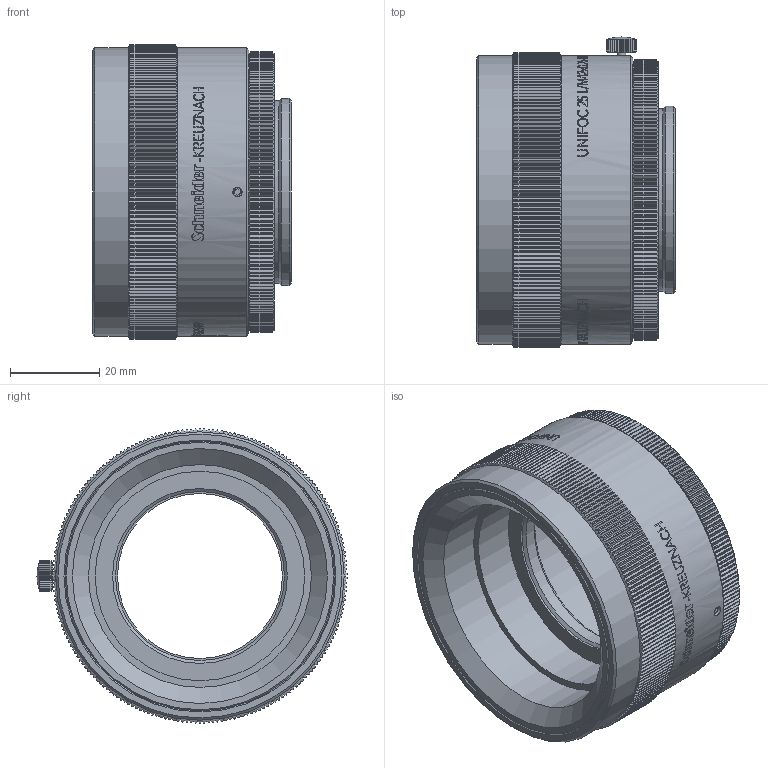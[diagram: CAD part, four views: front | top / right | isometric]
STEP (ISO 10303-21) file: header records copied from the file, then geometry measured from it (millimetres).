
FILE_DESCRIPTION(/* description */ (''),/* implementation_level */ '2;1');
FILE_NAME(/* name */ '39549_00166286_001.stp',/* time_stamp */ '2022-03-31T14:41:34+02:00',/* author */ (''),/* organization */ (''),/* preprocessor_version */ 'ST-DEVELOPER v16',/* originating_system */ 'SIEMENS PLM Software NX 10.0',/* authorisation */ '');
FILE_SCHEMA (('AP203_CONFIGURATION_CONTROLLED_3D_DESIGN_OF_MECHANICAL_PARTS_AND_ASSEMBLIES_MIM_LF { 1 0 10303 403 2 1 2}'));
Length unit declared in the file: millimetre
Products named in the file (1): Froe16D08286lgsx
Bounding box: 44.6 x 69.56 x 66 mm (x, y, z)
Volume: 60869.3 mm3; surface area: 27279.9 mm2
Topology: 1 solids, 3 shells, 1456 faces, 4530 edges, 3161 vertices
Faces by surface type: plane 923, cylinder 510, cone 22, sphere 1
Full cylindrical faces by diameter (mm): 1.6 x2, 2 x1, 2.1 x2, 37 x1, 37.9 x1, 39.2 x1, 40.98 x1, 42 x1, 47 x1, 50 x2, 52.7 x1, 54.2 x1, 55.421 x1, 64.7 x3
Entity records: 52296 total; most frequent: CARTESIAN_POINT 15335, ORIENTED_EDGE 8954, DIRECTION 6067, EDGE_CURVE 4479, VERTEX_POINT 3151, AXIS2_PLACEMENT_3D 2384, B_SPLINE_CURVE_WITH_KNOTS 2215, EDGE_LOOP 1585
